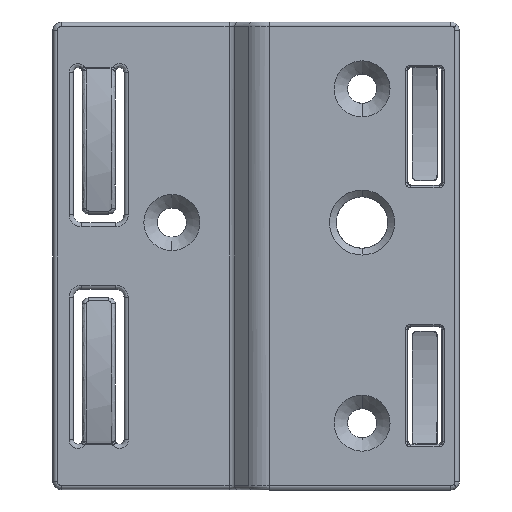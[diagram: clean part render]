
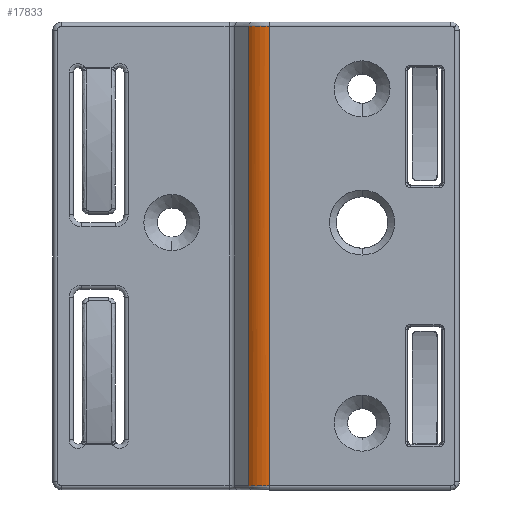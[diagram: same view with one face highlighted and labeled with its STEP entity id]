
A CAD part, front view. The second image highlights one B-rep face of the part: STEP entity #17833.
In plain terms, the highlighted cylindrical face has radius 3.5 mm (diameter 7 mm), a partial arc.
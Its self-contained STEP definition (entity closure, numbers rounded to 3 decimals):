
#112 = VERTEX_POINT ( 'NONE', #8965 ) ;
#176 = EDGE_CURVE ( 'NONE', #112, #13007, #15020, .T. ) ;
#1087 = VECTOR ( 'NONE', #19534, 1000. ) ;
#1783 = EDGE_CURVE ( 'NONE', #12076, #3180, #6664, .T. ) ;
#1945 = DIRECTION ( 'NONE',  ( 1., 0., 0. ) ) ;
#2308 = CARTESIAN_POINT ( 'NONE',  ( -18.55, 0., 0. ) ) ;
#2508 = VECTOR ( 'NONE', #7763, 1000. ) ;
#3046 = CARTESIAN_POINT ( 'NONE',  ( -21.025, 1.025, 54.121 ) ) ;
#3180 = VERTEX_POINT ( 'NONE', #8262 ) ;
#3874 = FACE_OUTER_BOUND ( 'NONE', #6189, .T. ) ;
#4030 =( BOUNDED_CURVE ( )  B_SPLINE_CURVE ( 3, ( #5347, #12906, #16225, #6919 ),
 .UNSPECIFIED., .F., .T. ) 
 B_SPLINE_CURVE_WITH_KNOTS ( ( 4, 4 ),
 ( 2.356, 3.142 ),
 .UNSPECIFIED. ) 
 CURVE ( )  GEOMETRIC_REPRESENTATION_ITEM ( )  RATIONAL_B_SPLINE_CURVE ( ( 1., 0.949, 0.949, 1. ) ) 
 REPRESENTATION_ITEM ( '' )  );
#5199 = CARTESIAN_POINT ( 'NONE',  ( -21.025, 1.025, -27.476 ) ) ;
#5347 = CARTESIAN_POINT ( 'NONE',  ( -21.025, 1.025, -27.476 ) ) ;
#5653 = ORIENTED_EDGE ( 'NONE', *, *, #1783, .F. ) ;
#5829 = EDGE_CURVE ( 'NONE', #112, #3180, #16307, .T. ) ;
#6059 = EDGE_CURVE ( 'NONE', #12076, #13007, #4030, .T. ) ;
#6189 = EDGE_LOOP ( 'NONE', ( #13173, #19502, #5653, #6873 ) ) ;
#6664 = LINE ( 'NONE', #3046, #2508 ) ;
#6873 = ORIENTED_EDGE ( 'NONE', *, *, #6059, .T. ) ;
#6919 = CARTESIAN_POINT ( 'NONE',  ( -18.55, 0., -27.491 ) ) ;
#7763 = DIRECTION ( 'NONE',  ( 0., 0., 1. ) ) ;
#8168 = DIRECTION ( 'NONE',  ( 0., 0., 1. ) ) ;
#8262 = CARTESIAN_POINT ( 'NONE',  ( -21.025, 1.025, 27.476 ) ) ;
#8965 = CARTESIAN_POINT ( 'NONE',  ( -18.55, 0., 27.491 ) ) ;
#9157 = CARTESIAN_POINT ( 'NONE',  ( -20.36, 0.36, 27.486 ) ) ;
#9745 = CARTESIAN_POINT ( 'NONE',  ( -18.55, 3.5, 54.121 ) ) ;
#10246 = CYLINDRICAL_SURFACE ( 'NONE', #17811, 3.5 ) ;
#11750 = CARTESIAN_POINT ( 'NONE',  ( -18.55, 0., -27.491 ) ) ;
#12076 = VERTEX_POINT ( 'NONE', #5199 ) ;
#12906 = CARTESIAN_POINT ( 'NONE',  ( -20.36, 0.36, -27.486 ) ) ;
#13007 = VERTEX_POINT ( 'NONE', #11750 ) ;
#13173 = ORIENTED_EDGE ( 'NONE', *, *, #176, .F. ) ;
#13594 = CARTESIAN_POINT ( 'NONE',  ( -18.55, 0., 27.491 ) ) ;
#15020 = LINE ( 'NONE', #2308, #1087 ) ;
#16225 = CARTESIAN_POINT ( 'NONE',  ( -19.491, 0., -27.491 ) ) ;
#16307 =( BOUNDED_CURVE ( )  B_SPLINE_CURVE ( 3, ( #13594, #18499, #9157, #20086 ),
 .UNSPECIFIED., .F., .T. ) 
 B_SPLINE_CURVE_WITH_KNOTS ( ( 4, 4 ),
 ( 0., 0.785 ),
 .UNSPECIFIED. ) 
 CURVE ( )  GEOMETRIC_REPRESENTATION_ITEM ( )  RATIONAL_B_SPLINE_CURVE ( ( 1., 0.949, 0.949, 1. ) ) 
 REPRESENTATION_ITEM ( '' )  );
#17811 = AXIS2_PLACEMENT_3D ( 'NONE', #9745, #8168, #1945 ) ;
#17833 = ADVANCED_FACE ( 'NONE', ( #3874 ), #10246, .T. ) ;
#18499 = CARTESIAN_POINT ( 'NONE',  ( -19.491, 0., 27.491 ) ) ;
#19502 = ORIENTED_EDGE ( 'NONE', *, *, #5829, .T. ) ;
#19534 = DIRECTION ( 'NONE',  ( 0., 0., -1. ) ) ;
#20086 = CARTESIAN_POINT ( 'NONE',  ( -21.025, 1.025, 27.476 ) ) ;
